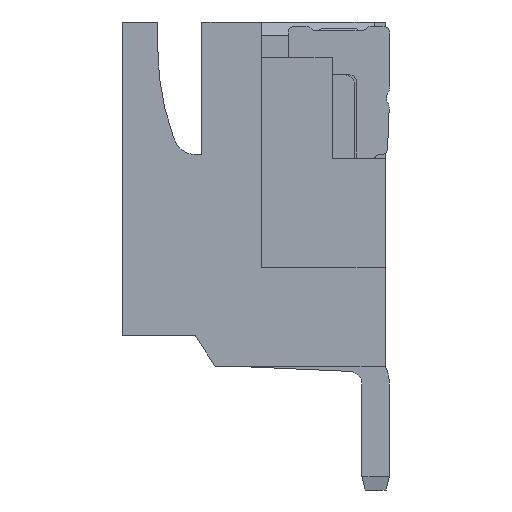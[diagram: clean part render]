
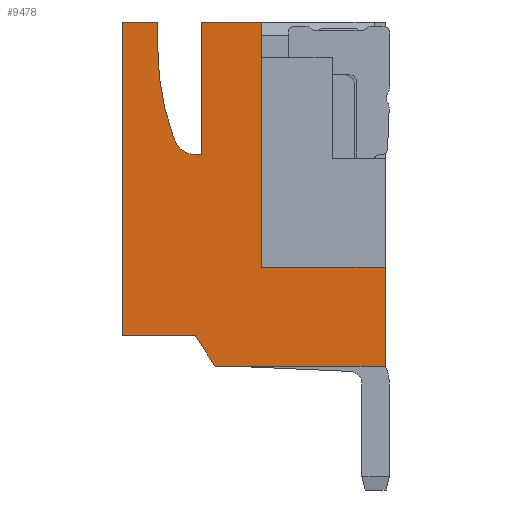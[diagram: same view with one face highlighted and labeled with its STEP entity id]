
A CAD part, left-side view. The second image highlights one B-rep face of the part: STEP entity #9478.
In plain terms, the highlighted planar face has unit normal (-1, 0, 0).
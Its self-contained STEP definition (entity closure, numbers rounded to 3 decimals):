
#1=DIRECTION('',(0.,0.541,0.841));
#2=VECTOR('',#1,0.832);
#3=CARTESIAN_POINT('',(1.25,-2.1,-7.8));
#4=LINE('',#3,#2);
#5=CARTESIAN_POINT('',(1.25,-6.622,-0.6));
#6=DIRECTION('',(-1.,0.,0.));
#7=DIRECTION('',(0.,1.,0.));
#8=AXIS2_PLACEMENT_3D('',#5,#6,#7);
#10=DIRECTION('',(0.,-0.342,-0.94));
#11=VECTOR('',#10,0.085);
#12=CARTESIAN_POINT('',(1.25,-1.151,-2.591));
#13=LINE('',#12,#11);
#14=CARTESIAN_POINT('',(1.25,-1.65,-2.5));
#15=DIRECTION('',(-1.,0.,0.));
#16=DIRECTION('',(0.,0.94,-0.342));
#17=AXIS2_PLACEMENT_3D('',#14,#15,#16);
#19=DIRECTION('',(0.,0.,1.));
#20=VECTOR('',#19,5.55);
#21=CARTESIAN_POINT('',(1.25,-3.15,-5.55));
#22=LINE('',#21,#20);
#31=DIRECTION('',(0.,1.,0.));
#32=VECTOR('',#31,1.35);
#33=CARTESIAN_POINT('',(1.25,-3.15,0.));
#34=LINE('',#33,#32);
#989=DIRECTION('',(0.,0.,-1.));
#990=VECTOR('',#989,3.);
#991=CARTESIAN_POINT('',(1.25,-1.8,0.));
#992=LINE('',#991,#990);
#993=DIRECTION('',(0.,1.,0.));
#994=VECTOR('',#993,0.15);
#995=CARTESIAN_POINT('',(1.25,-1.8,-3.));
#996=LINE('',#995,#994);
#1066=DIRECTION('',(0.,0.,1.));
#1067=VECTOR('',#1066,0.6);
#1068=CARTESIAN_POINT('',(1.25,-0.8,-0.6));
#1069=LINE('',#1068,#1067);
#1137=DIRECTION('',(0.,0.,-1.));
#1138=VECTOR('',#1137,7.1);
#1139=CARTESIAN_POINT('',(1.25,0.,0.));
#1140=LINE('',#1139,#1138);
#1341=DIRECTION('',(0.,1.,0.));
#1342=VECTOR('',#1341,0.8);
#1343=CARTESIAN_POINT('',(1.25,-0.8,0.));
#1344=LINE('',#1343,#1342);
#1349=DIRECTION('',(0.,-1.,0.));
#1350=VECTOR('',#1349,1.65);
#1351=CARTESIAN_POINT('',(1.25,0.,-7.1));
#1352=LINE('',#1351,#1350);
#1657=DIRECTION('',(0.,-1.,0.));
#1658=VECTOR('',#1657,3.85);
#1659=CARTESIAN_POINT('',(1.25,-2.1,-7.8));
#1660=LINE('',#1659,#1658);
#1669=DIRECTION('',(0.,0.,1.));
#1670=VECTOR('',#1669,2.25);
#1671=CARTESIAN_POINT('',(1.25,-5.95,-7.8));
#1672=LINE('',#1671,#1670);
#1914=DIRECTION('',(0.,1.,0.));
#1915=VECTOR('',#1914,2.8);
#1916=CARTESIAN_POINT('',(1.25,-5.95,-5.55));
#1917=LINE('',#1916,#1915);
#7213=CARTESIAN_POINT('',(1.25,-5.95,-5.55));
#7214=CARTESIAN_POINT('',(1.25,-3.15,-5.55));
#7215=VERTEX_POINT('',#7213);
#7216=VERTEX_POINT('',#7214);
#7217=CARTESIAN_POINT('',(1.25,-5.95,-7.8));
#7218=VERTEX_POINT('',#7217);
#7219=CARTESIAN_POINT('',(1.25,-2.1,-7.8));
#7220=VERTEX_POINT('',#7219);
#7221=CARTESIAN_POINT('',(1.25,-1.65,-7.1));
#7222=VERTEX_POINT('',#7221);
#7223=CARTESIAN_POINT('',(1.25,0.,-7.1));
#7224=VERTEX_POINT('',#7223);
#7225=CARTESIAN_POINT('',(1.25,0.,0.));
#7226=VERTEX_POINT('',#7225);
#7227=CARTESIAN_POINT('',(1.25,-0.8,0.));
#7228=VERTEX_POINT('',#7227);
#7229=CARTESIAN_POINT('',(1.25,-0.8,-0.6));
#7230=VERTEX_POINT('',#7229);
#7231=CARTESIAN_POINT('',(1.25,-1.151,-2.591));
#7232=VERTEX_POINT('',#7231);
#7233=CARTESIAN_POINT('',(1.25,-1.18,-2.671));
#7234=VERTEX_POINT('',#7233);
#7235=CARTESIAN_POINT('',(1.25,-1.65,-3.));
#7236=VERTEX_POINT('',#7235);
#7237=CARTESIAN_POINT('',(1.25,-1.8,-3.));
#7238=VERTEX_POINT('',#7237);
#7239=CARTESIAN_POINT('',(1.25,-1.8,0.));
#7240=VERTEX_POINT('',#7239);
#7241=CARTESIAN_POINT('',(1.25,-3.15,0.));
#7242=VERTEX_POINT('',#7241);
#9441=CARTESIAN_POINT('',(1.25,-2.975,-3.9));
#9442=DIRECTION('',(1.,0.,0.));
#9443=DIRECTION('',(0.,-1.,0.));
#9444=AXIS2_PLACEMENT_3D('',#9441,#9442,#9443);
#9445=PLANE('',#9444);
#9447=ORIENTED_EDGE('',*,*,#9446,.F.);
#9449=ORIENTED_EDGE('',*,*,#9448,.F.);
#9451=ORIENTED_EDGE('',*,*,#9450,.F.);
#9453=ORIENTED_EDGE('',*,*,#9452,.F.);
#9455=ORIENTED_EDGE('',*,*,#9454,.T.);
#9457=ORIENTED_EDGE('',*,*,#9456,.F.);
#9459=ORIENTED_EDGE('',*,*,#9458,.F.);
#9461=ORIENTED_EDGE('',*,*,#9460,.F.);
#9463=ORIENTED_EDGE('',*,*,#9462,.F.);
#9465=ORIENTED_EDGE('',*,*,#9464,.T.);
#9467=ORIENTED_EDGE('',*,*,#9466,.T.);
#9469=ORIENTED_EDGE('',*,*,#9468,.T.);
#9471=ORIENTED_EDGE('',*,*,#9470,.F.);
#9473=ORIENTED_EDGE('',*,*,#9472,.F.);
#9475=ORIENTED_EDGE('',*,*,#9474,.F.);
#9476=EDGE_LOOP('',(#9447,#9449,#9451,#9453,#9455,#9457,#9459,#9461,#9463,#9465,
#9467,#9469,#9471,#9473,#9475));
#9477=FACE_OUTER_BOUND('',#9476,.F.);
#9=CIRCLE('',#8,5.822);
#18=CIRCLE('',#17,0.5);
#9446=EDGE_CURVE('',#7216,#7242,#22,.T.);
#9448=EDGE_CURVE('',#7215,#7216,#1917,.T.);
#9450=EDGE_CURVE('',#7218,#7215,#1672,.T.);
#9452=EDGE_CURVE('',#7220,#7218,#1660,.T.);
#9454=EDGE_CURVE('',#7220,#7222,#4,.T.);
#9456=EDGE_CURVE('',#7224,#7222,#1352,.T.);
#9458=EDGE_CURVE('',#7226,#7224,#1140,.T.);
#9460=EDGE_CURVE('',#7228,#7226,#1344,.T.);
#9462=EDGE_CURVE('',#7230,#7228,#1069,.T.);
#9464=EDGE_CURVE('',#7230,#7232,#9,.T.);
#9466=EDGE_CURVE('',#7232,#7234,#13,.T.);
#9468=EDGE_CURVE('',#7234,#7236,#18,.T.);
#9470=EDGE_CURVE('',#7238,#7236,#996,.T.);
#9472=EDGE_CURVE('',#7240,#7238,#992,.T.);
#9474=EDGE_CURVE('',#7242,#7240,#34,.T.);
#9478=ADVANCED_FACE('',(#9477),#9445,.F.);
